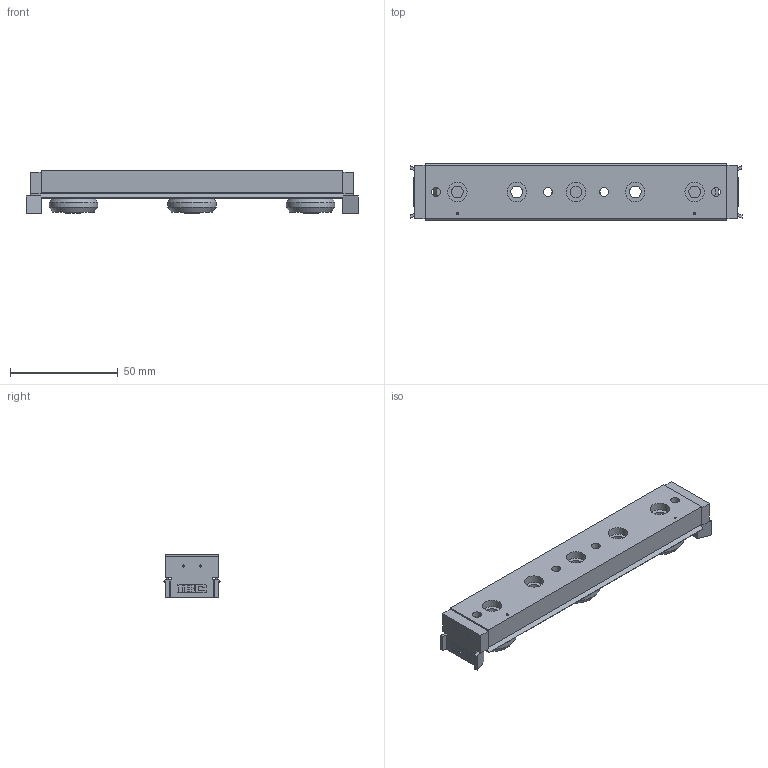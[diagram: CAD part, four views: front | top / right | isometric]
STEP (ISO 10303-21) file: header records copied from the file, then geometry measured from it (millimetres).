
FILE_DESCRIPTION((''),'2;1');
FILE_NAME('D-CU 28H-21.2RS.AUS.stp','2017-02-16T09:40:19',('MRathmann'),(''),'Autodesk Inventor 2012','Autodesk Inventor 2012','');
FILE_SCHEMA(('CONFIG_CONTROL_DESIGN'));
Length unit declared in the file: millimetre
Products named in the file (5): D-CU 28H-21.2RS.AUS; LL.CU 28H-32; Dummy 23-28H ; D-ABS U28H; Abstreiferlippe-140mm
Assembly tree (8 placements, depth 2):
  D-CU 28H-21.2RS.AUS
    LL.CU 28H-32
    Dummy 23-28H   x3
    D-ABS U28H  x2
    Abstreiferlippe-140mm  x2
Bounding box: 154 x 26.28 x 19.7 mm (x, y, z)
Volume: 45328.5 mm3; surface area: 27354.4 mm2
Topology: 8 solids, 8 shells, 272 faces, 669 edges, 442 vertices
Faces by surface type: plane 179, cylinder 78, cone 12, bspline 3
Full cylindrical faces by diameter (mm): 1 x6, 3.242 x4, 4.134 x4, 5.5 x5, 7 x3, 9 x5, 10 x8, 15 x3
Entity records: 4646 total; most frequent: CARTESIAN_POINT 786, DIRECTION 785, ORIENTED_EDGE 682, EDGE_CURVE 341, AXIS2_PLACEMENT_3D 274, VERTEX_POINT 248, EDGE_LOOP 237, VECTOR 237
